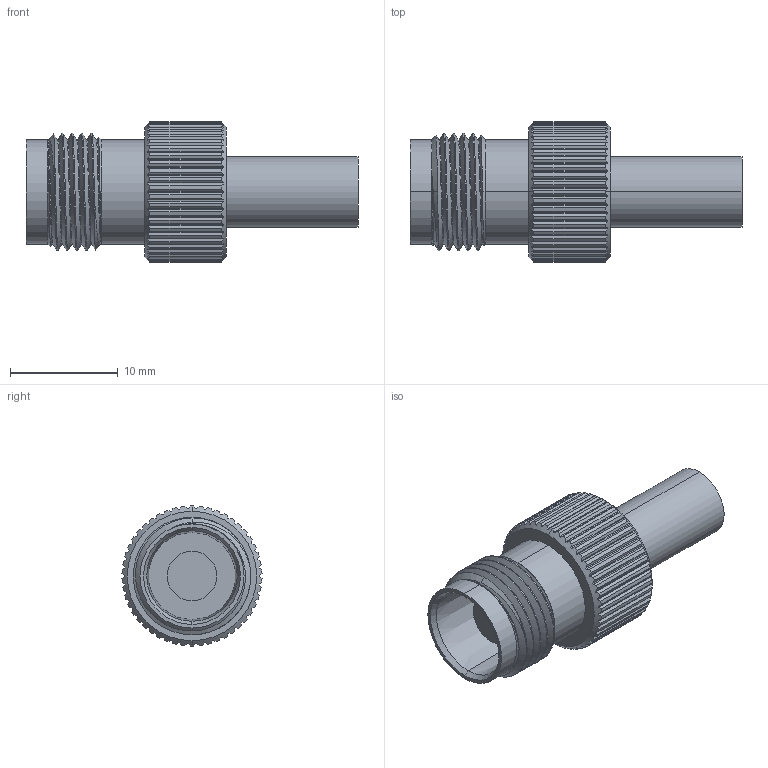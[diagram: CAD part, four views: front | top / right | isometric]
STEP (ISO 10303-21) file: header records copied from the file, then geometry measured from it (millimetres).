
FILE_DESCRIPTION (( 'STEP AP203' ), '1' );
FILE_NAME ('TFS11L195-A268.STEP', '2025-03-11T03:33:48', ( '' ), ( '' ), 'SwSTEP 2.0', 'SolidWorks 2022', '' );
FILE_SCHEMA (( 'CONFIG_CONTROL_DESIGN' ));
Length unit declared in the file: millimetre
Products named in the file (1): TFS11L195-A268
Bounding box: 30.8 x 12.99 x 13 mm (x, y, z)
Volume: 1865.3 mm3; surface area: 1594.5 mm2
Topology: 1 solids, 1 shells, 241 faces, 697 edges, 462 vertices
Faces by surface type: plane 156, cylinder 68, cone 14, bspline 3
Entity records: 9561 total; most frequent: CARTESIAN_POINT 3706, ORIENTED_EDGE 1394, DIRECTION 973, EDGE_CURVE 697, VERTEX_POINT 462, AXIS2_PLACEMENT_3D 371, B_SPLINE_CURVE_WITH_KNOTS 314, EDGE_LOOP 245
